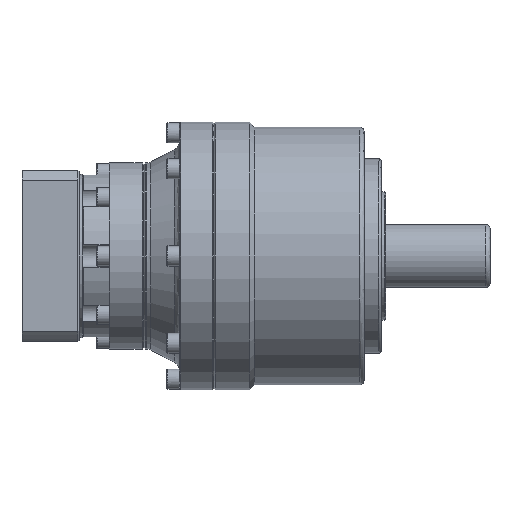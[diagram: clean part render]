
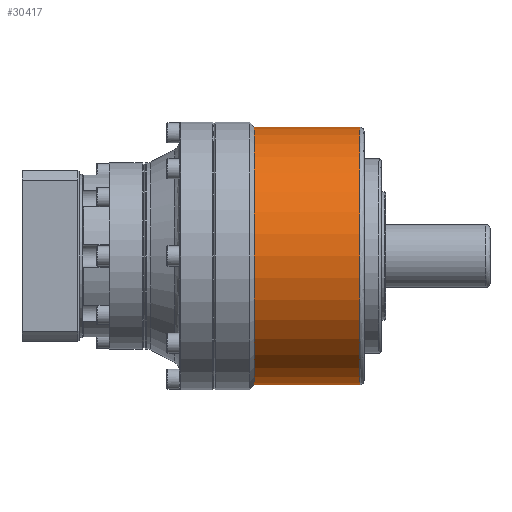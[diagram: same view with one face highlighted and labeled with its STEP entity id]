
A CAD part, front view. The second image highlights one B-rep face of the part: STEP entity #30417.
In plain terms, the highlighted cylindrical face has radius 45 mm (diameter 90 mm), a partial arc.
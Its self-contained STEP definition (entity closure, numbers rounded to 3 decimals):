
#446 = VECTOR ( 'NONE', #17580, 1000. ) ;
#1152 = AXIS2_PLACEMENT_3D ( 'NONE', #24334, #6220, #8829 ) ;
#1183 = VECTOR ( 'NONE', #27860, 1000. ) ;
#3169 = VERTEX_POINT ( 'NONE', #15908 ) ;
#3604 = CARTESIAN_POINT ( 'NONE',  ( -45.5, 0., -45. ) ) ;
#4048 = VERTEX_POINT ( 'NONE', #3604 ) ;
#6220 = DIRECTION ( 'NONE',  ( -1., 0., 0. ) ) ;
#7284 = CARTESIAN_POINT ( 'NONE',  ( -44., 0., -45. ) ) ;
#8829 = DIRECTION ( 'NONE',  ( 0., 0., 1. ) ) ;
#8956 = EDGE_LOOP ( 'NONE', ( #14603, #17929, #12564, #25591 ) ) ;
#10207 = CIRCLE ( 'NONE', #30610, 45. ) ;
#12077 = AXIS2_PLACEMENT_3D ( 'NONE', #14461, #32445, #16912 ) ;
#12253 = DIRECTION ( 'NONE',  ( 1., 0., 0. ) ) ;
#12564 = ORIENTED_EDGE ( 'NONE', *, *, #19506, .T. ) ;
#13672 = VERTEX_POINT ( 'NONE', #19980 ) ;
#14461 = CARTESIAN_POINT ( 'NONE',  ( -45.5, 0., 0. ) ) ;
#14603 = ORIENTED_EDGE ( 'NONE', *, *, #19921, .F. ) ;
#14861 = CYLINDRICAL_SURFACE ( 'NONE', #1152, 45. ) ;
#15908 = CARTESIAN_POINT ( 'NONE',  ( -82.409, 0., -45. ) ) ;
#16912 = DIRECTION ( 'NONE',  ( 0., 0., 1. ) ) ;
#17580 = DIRECTION ( 'NONE',  ( -1., 0., 0. ) ) ;
#17929 = ORIENTED_EDGE ( 'NONE', *, *, #23102, .T. ) ;
#19506 = EDGE_CURVE ( 'NONE', #26113, #13672, #19889, .T. ) ;
#19889 = LINE ( 'NONE', #33133, #446 ) ;
#19921 = EDGE_CURVE ( 'NONE', #4048, #3169, #28373, .T. ) ;
#19980 = CARTESIAN_POINT ( 'NONE',  ( -82.409, 0., 45. ) ) ;
#23102 = EDGE_CURVE ( 'NONE', #4048, #26113, #30682, .T. ) ;
#24199 = FACE_OUTER_BOUND ( 'NONE', #8956, .T. ) ;
#24334 = CARTESIAN_POINT ( 'NONE',  ( -44., 0., 0. ) ) ;
#25194 = CARTESIAN_POINT ( 'NONE',  ( -45.5, 0., 45. ) ) ;
#25591 = ORIENTED_EDGE ( 'NONE', *, *, #31965, .T. ) ;
#26113 = VERTEX_POINT ( 'NONE', #25194 ) ;
#27663 = CARTESIAN_POINT ( 'NONE',  ( -82.409, 0., 0. ) ) ;
#27860 = DIRECTION ( 'NONE',  ( -1., 0., 0. ) ) ;
#28373 = LINE ( 'NONE', #7284, #1183 ) ;
#30263 = DIRECTION ( 'NONE',  ( 0., 0., 1. ) ) ;
#30417 = ADVANCED_FACE ( 'NONE', ( #24199 ), #14861, .T. ) ;
#30610 = AXIS2_PLACEMENT_3D ( 'NONE', #27663, #12253, #30263 ) ;
#30682 = CIRCLE ( 'NONE', #12077, 45. ) ;
#31965 = EDGE_CURVE ( 'NONE', #13672, #3169, #10207, .T. ) ;
#32445 = DIRECTION ( 'NONE',  ( -1., 0., 0. ) ) ;
#33133 = CARTESIAN_POINT ( 'NONE',  ( -44., 0., 45. ) ) ;
